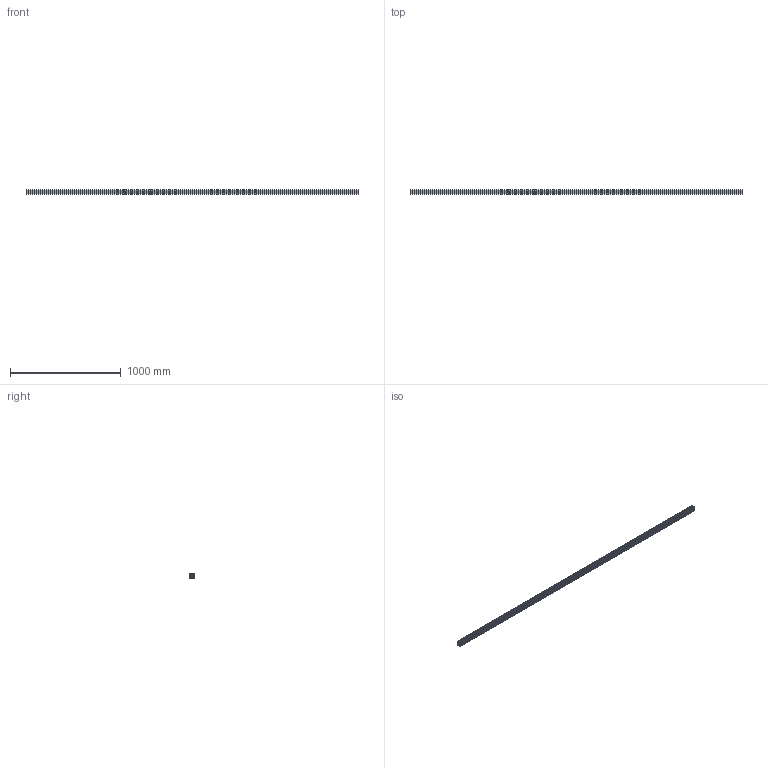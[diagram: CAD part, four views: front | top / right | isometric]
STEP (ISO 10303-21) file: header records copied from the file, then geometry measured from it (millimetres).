
FILE_DESCRIPTION (( 'STEP AP214' ), '1' );
FILE_NAME ('201017 - Profil 40x40L Nut10.STEP', '2017-10-11T08:25:42', ( '' ), ( '' ), 'SwSTEP 2.0', 'SolidWorks 2011', '' );
FILE_SCHEMA (( 'AUTOMOTIVE_DESIGN' ));
Length unit declared in the file: millimetre
Products named in the file (1): 201017 - Profil 40x40L Nut10
Bounding box: 3000 x 40 x 40 mm (x, y, z)
Volume: 1667351.2 mm3; surface area: 1544884.3 mm2
Topology: 1 solids, 1 shells, 137 faces, 405 edges, 270 vertices
Faces by surface type: plane 110, cylinder 27
Entity records: 4587 total; most frequent: CARTESIAN_POINT 813, ORIENTED_EDGE 810, DIRECTION 735, EDGE_CURVE 405, VECTOR 351, LINE 351, VERTEX_POINT 270, AXIS2_PLACEMENT_3D 192
